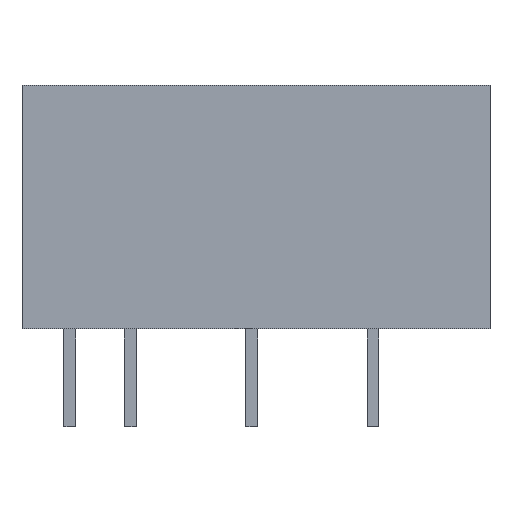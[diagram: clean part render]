
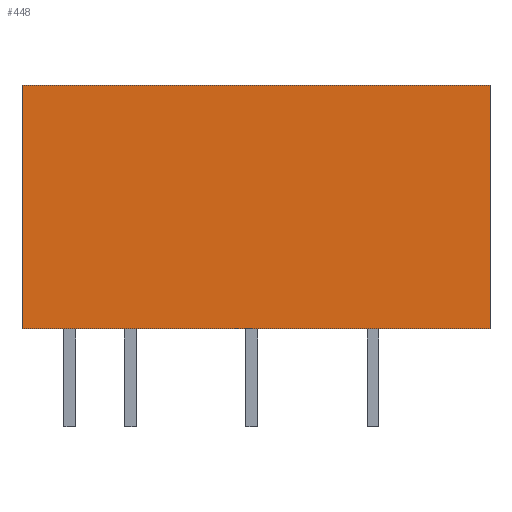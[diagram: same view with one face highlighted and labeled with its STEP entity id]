
A CAD part, top view. The second image highlights one B-rep face of the part: STEP entity #448.
In plain terms, the highlighted planar face has unit normal (0, 0, 1).
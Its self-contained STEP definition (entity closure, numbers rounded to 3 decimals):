
#8 = CARTESIAN_POINT ( 'NONE',  ( -9.8, 0., 3. ) ) ;
#32 = EDGE_CURVE ( 'NONE', #1050, #368, #879, .T. ) ;
#44 = ORIENTED_EDGE ( 'NONE', *, *, #352, .F. ) ;
#71 = DIRECTION ( 'NONE',  ( 1., 0., 0. ) ) ;
#75 = VERTEX_POINT ( 'NONE', #785 ) ;
#78 = VECTOR ( 'NONE', #508, 1000. ) ;
#97 = CARTESIAN_POINT ( 'NONE',  ( 9.8, 10.2, 3. ) ) ;
#146 = CARTESIAN_POINT ( 'NONE',  ( -9.8, 10.2, 3. ) ) ;
#187 = LINE ( 'NONE', #1055, #792 ) ;
#225 = PLANE ( 'NONE',  #1146 ) ;
#237 = DIRECTION ( 'NONE',  ( 1., 0., 0. ) ) ;
#253 = ORIENTED_EDGE ( 'NONE', *, *, #1117, .T. ) ;
#260 = LINE ( 'NONE', #813, #940 ) ;
#262 = VECTOR ( 'NONE', #237, 1000. ) ;
#329 = EDGE_LOOP ( 'NONE', ( #899, #44, #631, #253 ) ) ;
#351 = VERTEX_POINT ( 'NONE', #8 ) ;
#352 = EDGE_CURVE ( 'NONE', #368, #75, #260, .T. ) ;
#368 = VERTEX_POINT ( 'NONE', #97 ) ;
#448 = ADVANCED_FACE ( 'NONE', ( #780 ), #225, .F. ) ;
#508 = DIRECTION ( 'NONE',  ( 0., -1., 0. ) ) ;
#510 = DIRECTION ( 'NONE',  ( 0., 0., -1. ) ) ;
#631 = ORIENTED_EDGE ( 'NONE', *, *, #32, .F. ) ;
#761 = DIRECTION ( 'NONE',  ( -1., 0., 0. ) ) ;
#770 = CARTESIAN_POINT ( 'NONE',  ( -9.8, 10.2, 3. ) ) ;
#780 = FACE_OUTER_BOUND ( 'NONE', #329, .T. ) ;
#785 = CARTESIAN_POINT ( 'NONE',  ( 9.8, 0., 3. ) ) ;
#789 = CARTESIAN_POINT ( 'NONE',  ( -9.8, 10.2, 3. ) ) ;
#792 = VECTOR ( 'NONE', #71, 1000. ) ;
#813 = CARTESIAN_POINT ( 'NONE',  ( 9.8, 10.2, 3. ) ) ;
#818 = DIRECTION ( 'NONE',  ( 0., -1., 0. ) ) ;
#879 = LINE ( 'NONE', #770, #262 ) ;
#899 = ORIENTED_EDGE ( 'NONE', *, *, #1094, .T. ) ;
#903 = LINE ( 'NONE', #789, #78 ) ;
#940 = VECTOR ( 'NONE', #818, 1000. ) ;
#1050 = VERTEX_POINT ( 'NONE', #1098 ) ;
#1055 = CARTESIAN_POINT ( 'NONE',  ( -9.8, 0., 3. ) ) ;
#1094 = EDGE_CURVE ( 'NONE', #351, #75, #187, .T. ) ;
#1098 = CARTESIAN_POINT ( 'NONE',  ( -9.8, 10.2, 3. ) ) ;
#1117 = EDGE_CURVE ( 'NONE', #1050, #351, #903, .T. ) ;
#1146 = AXIS2_PLACEMENT_3D ( 'NONE', #146, #510, #761 ) ;
